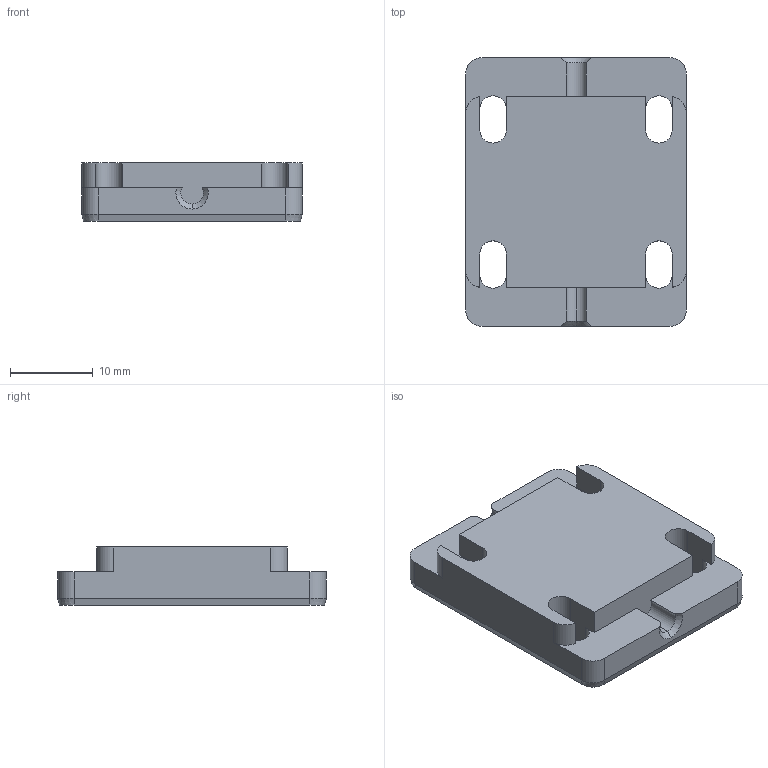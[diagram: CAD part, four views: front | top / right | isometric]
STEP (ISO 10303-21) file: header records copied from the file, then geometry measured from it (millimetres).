
FILE_DESCRIPTION (( 'STEP AP203' ), '1' );
FILE_NAME ('mount_ext_mgn12hc.STEP', '2018-02-17T11:44:51', ( 'Admin' ), ( '' ), 'SwSTEP 2.0', 'SolidWorks 2013', '' );
FILE_SCHEMA (( 'CONFIG_CONTROL_DESIGN' ));
Length unit declared in the file: millimetre
Products named in the file (1): mount_ext_mgn12hc
Bounding box: 26.6 x 32.4 x 7 mm (x, y, z)
Volume: 4680.4 mm3; surface area: 2660.9 mm2
Topology: 1 solids, 1 shells, 74 faces, 203 edges, 127 vertices
Faces by surface type: cone 31, plane 24, cylinder 19
Entity records: 2513 total; most frequent: CARTESIAN_POINT 545, ORIENTED_EDGE 406, DIRECTION 394, EDGE_CURVE 203, AXIS2_PLACEMENT_3D 144, VERTEX_POINT 127, VECTOR 106, LINE 106
